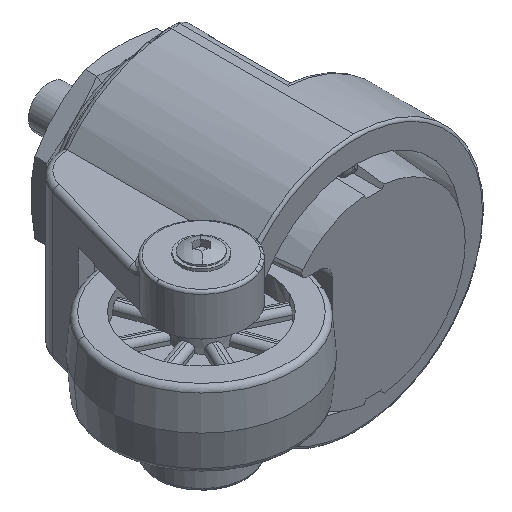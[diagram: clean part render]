
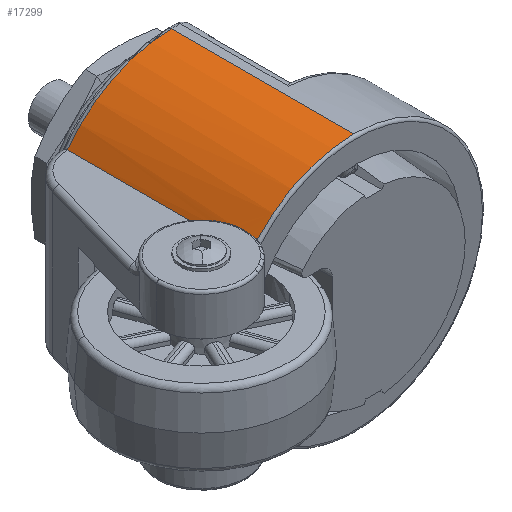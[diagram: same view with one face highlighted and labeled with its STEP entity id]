
A CAD part, isometric view. The second image highlights one B-rep face of the part: STEP entity #17299.
In plain terms, the highlighted cylindrical face has radius 49.45 mm (diameter 98.9 mm), a partial arc.
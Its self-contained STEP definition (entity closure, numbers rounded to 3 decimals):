
#353 = CARTESIAN_POINT ( 'NONE',  ( -36.704, 17.15, 33.138 ) ) ;
#660 = DIRECTION ( 'NONE',  ( 0., 0., 1. ) ) ;
#1094 = VECTOR ( 'NONE', #19959, 1000. ) ;
#1728 = DIRECTION ( 'NONE',  ( 0., -1., 0. ) ) ;
#1810 = CARTESIAN_POINT ( 'NONE',  ( -38.899, 26.326, 30.536 ) ) ;
#1989 = CARTESIAN_POINT ( 'NONE',  ( -36.713, 16.075, 33.128 ) ) ;
#2200 = CARTESIAN_POINT ( 'NONE',  ( -39.234, 26.817, 30.1 ) ) ;
#3172 = AXIS2_PLACEMENT_3D ( 'NONE', #6524, #1728, #6383 ) ;
#3187 = CARTESIAN_POINT ( 'NONE',  ( 0., 84., 49.45 ) ) ;
#3192 = B_SPLINE_CURVE_WITH_KNOTS ( 'NONE', 3,
 ( #353, #18886, #1989, #24945, #8699, #17109, #10359, #23015, #25493, #19013, #18747, #14373 ),
 .UNSPECIFIED., .F., .F.,
 ( 4, 2, 2, 2, 2, 4 ),
 ( 0.006, 0.008, 0.01, 0.011, 0.012, 0.013 ),
 .UNSPECIFIED. ) ;
#3746 = CARTESIAN_POINT ( 'NONE',  ( -38.578, 25.801, 30.94 ) ) ;
#3793 = CYLINDRICAL_SURFACE ( 'NONE', #3172, 49.45 ) ;
#4050 = LINE ( 'NONE', #23168, #21910 ) ;
#4272 = ORIENTED_EDGE ( 'NONE', *, *, #7743, .T. ) ;
#4365 = EDGE_LOOP ( 'NONE', ( #21252, #23573, #4272, #11364, #13443, #24873, #13266, #25927, #24257 ) ) ;
#4474 = CARTESIAN_POINT ( 'NONE',  ( -37.093, 22.198, 32.701 ) ) ;
#4501 = B_SPLINE_CURVE_WITH_KNOTS ( 'NONE', 3,
 ( #20854, #18775, #8334, #14667, #4474, #9002, #23997, #25930, #21531, #11480, #7080, #5151 ),
 .UNSPECIFIED., .F., .F.,
 ( 4, 2, 2, 2, 2, 4 ),
 ( 0., 0.001, 0.002, 0.003, 0.005, 0.006 ),
 .UNSPECIFIED. ) ;
#4889 = VERTEX_POINT ( 'NONE', #24731 ) ;
#4999 = VERTEX_POINT ( 'NONE', #11110 ) ;
#5151 = CARTESIAN_POINT ( 'NONE',  ( -36.704, 17.15, 33.138 ) ) ;
#6383 = DIRECTION ( 'NONE',  ( 0., 0., -1. ) ) ;
#6524 = CARTESIAN_POINT ( 'NONE',  ( 0., 84., 0. ) ) ;
#6630 = CARTESIAN_POINT ( 'NONE',  ( -39.234, 26.817, 30.1 ) ) ;
#6768 = CARTESIAN_POINT ( 'NONE',  ( -39.981, 29.125, 29.1 ) ) ;
#7080 = CARTESIAN_POINT ( 'NONE',  ( -36.704, 17.687, 33.138 ) ) ;
#7743 = EDGE_CURVE ( 'NONE', #24017, #12294, #4050, .T. ) ;
#8070 = EDGE_CURVE ( 'NONE', #16091, #4999, #12268, .T. ) ;
#8334 = CARTESIAN_POINT ( 'NONE',  ( -37.277, 22.957, 32.492 ) ) ;
#8688 = CARTESIAN_POINT ( 'NONE',  ( -39.612, 27.559, 29.601 ) ) ;
#8699 = CARTESIAN_POINT ( 'NONE',  ( -36.786, 14.471, 33.046 ) ) ;
#8738 = CARTESIAN_POINT ( 'NONE',  ( 0., 82., 49.45 ) ) ;
#9002 = CARTESIAN_POINT ( 'NONE',  ( -36.95, 21.414, 32.863 ) ) ;
#9016 = DIRECTION ( 'NONE',  ( 0., -1., 0. ) ) ;
#10177 = CARTESIAN_POINT ( 'NONE',  ( -39.234, 26.817, 30.1 ) ) ;
#10198 = EDGE_CURVE ( 'NONE', #14802, #4889, #4501, .T. ) ;
#10359 = CARTESIAN_POINT ( 'NONE',  ( -36.95, 12.886, 32.863 ) ) ;
#11110 = CARTESIAN_POINT ( 'NONE',  ( 0., 12., 49.45 ) ) ;
#11334 = CARTESIAN_POINT ( 'NONE',  ( -37.164, 11.611, 32.622 ) ) ;
#11364 = ORIENTED_EDGE ( 'NONE', *, *, #25155, .T. ) ;
#11401 = VERTEX_POINT ( 'NONE', #8738 ) ;
#11480 = CARTESIAN_POINT ( 'NONE',  ( -36.713, 18.223, 33.128 ) ) ;
#11839 = EDGE_CURVE ( 'NONE', #4889, #13650, #3192, .T. ) ;
#12268 = CIRCLE ( 'NONE', #23694, 49.45 ) ;
#12294 = VERTEX_POINT ( 'NONE', #18017 ) ;
#12405 = VERTEX_POINT ( 'NONE', #2200 ) ;
#12579 = B_SPLINE_CURVE_WITH_KNOTS ( 'NONE', 3,
 ( #16957, #6768, #12699, #21088, #25345, #14904, #8688, #17096, #25484, #6630 ),
 .UNSPECIFIED., .F., .F.,
 ( 4, 2, 2, 2, 4 ),
 ( 0., 0.001, 0.001, 0.002, 0.003 ),
 .UNSPECIFIED. ) ;
#12699 = CARTESIAN_POINT ( 'NONE',  ( -39.954, 28.888, 29.138 ) ) ;
#13078 = CARTESIAN_POINT ( 'NONE',  ( -39.981, 82., 29.1 ) ) ;
#13266 = ORIENTED_EDGE ( 'NONE', *, *, #11839, .T. ) ;
#13380 = LINE ( 'NONE', #3187, #1094 ) ;
#13443 = ORIENTED_EDGE ( 'NONE', *, *, #23932, .F. ) ;
#13650 = VERTEX_POINT ( 'NONE', #24798 ) ;
#13668 = B_SPLINE_CURVE_WITH_KNOTS ( 'NONE', 3,
 ( #16671, #14599, #25323, #24908, #14878, #3746, #1810, #10177 ),
 .UNSPECIFIED., .F., .F.,
 ( 4, 2, 2, 4 ),
 ( 0.003, 0.004, 0.006, 0.008 ),
 .UNSPECIFIED. ) ;
#14145 = CIRCLE ( 'NONE', #22049, 49.45 ) ;
#14373 = CARTESIAN_POINT ( 'NONE',  ( -37.443, 10.864, 32.3 ) ) ;
#14599 = CARTESIAN_POINT ( 'NONE',  ( -37.567, 23.75, 32.156 ) ) ;
#14638 = CARTESIAN_POINT ( 'NONE',  ( -37.443, 23.436, 32.3 ) ) ;
#14649 = FACE_OUTER_BOUND ( 'NONE', #4365, .T. ) ;
#14667 = CARTESIAN_POINT ( 'NONE',  ( -37.148, 22.455, 32.639 ) ) ;
#14802 = VERTEX_POINT ( 'NONE', #14638 ) ;
#14878 = CARTESIAN_POINT ( 'NONE',  ( -38.125, 24.954, 31.494 ) ) ;
#14904 = CARTESIAN_POINT ( 'NONE',  ( -39.687, 27.766, 29.5 ) ) ;
#16091 = VERTEX_POINT ( 'NONE', #25661 ) ;
#16130 = EDGE_CURVE ( 'NONE', #11401, #24017, #14145, .T. ) ;
#16671 = CARTESIAN_POINT ( 'NONE',  ( -37.443, 23.436, 32.3 ) ) ;
#16957 = CARTESIAN_POINT ( 'NONE',  ( -39.981, 29.371, 29.1 ) ) ;
#17096 = CARTESIAN_POINT ( 'NONE',  ( -39.44, 27.164, 29.83 ) ) ;
#17109 = CARTESIAN_POINT ( 'NONE',  ( -36.885, 13.412, 32.937 ) ) ;
#17299 = ADVANCED_FACE ( 'NONE', ( #14649 ), #3793, .T. ) ;
#17796 = CARTESIAN_POINT ( 'NONE',  ( -37.299, 11.232, 32.468 ) ) ;
#18017 = CARTESIAN_POINT ( 'NONE',  ( -39.981, 29.371, 29.1 ) ) ;
#18507 = EDGE_CURVE ( 'NONE', #16091, #13650, #26906, .T. ) ;
#18747 = CARTESIAN_POINT ( 'NONE',  ( -37.353, 11.095, 32.405 ) ) ;
#18775 = CARTESIAN_POINT ( 'NONE',  ( -37.351, 23.202, 32.407 ) ) ;
#18886 = CARTESIAN_POINT ( 'NONE',  ( -36.704, 16.613, 33.138 ) ) ;
#19013 = CARTESIAN_POINT ( 'NONE',  ( -37.278, 11.342, 32.491 ) ) ;
#19463 = CARTESIAN_POINT ( 'NONE',  ( 0., 82., 0. ) ) ;
#19959 = DIRECTION ( 'NONE',  ( 0., -1., 0. ) ) ;
#20125 = CARTESIAN_POINT ( 'NONE',  ( 0., 12., 0. ) ) ;
#20259 = DIRECTION ( 'NONE',  ( 1., 0., 0. ) ) ;
#20261 = CARTESIAN_POINT ( 'NONE',  ( -37.443, 10.864, 32.3 ) ) ;
#20401 = DIRECTION ( 'NONE',  ( 0., 1., 0. ) ) ;
#20854 = CARTESIAN_POINT ( 'NONE',  ( -37.443, 23.436, 32.3 ) ) ;
#21088 = CARTESIAN_POINT ( 'NONE',  ( -39.872, 28.42, 29.25 ) ) ;
#21252 = ORIENTED_EDGE ( 'NONE', *, *, #21574, .F. ) ;
#21531 = CARTESIAN_POINT ( 'NONE',  ( -36.754, 19.291, 33.082 ) ) ;
#21574 = EDGE_CURVE ( 'NONE', #11401, #4999, #13380, .T. ) ;
#21797 = CARTESIAN_POINT ( 'NONE',  ( -37.042, 12., 32.76 ) ) ;
#21910 = VECTOR ( 'NONE', #22895, 1000. ) ;
#22049 = AXIS2_PLACEMENT_3D ( 'NONE', #19463, #9016, #660 ) ;
#22895 = DIRECTION ( 'NONE',  ( 0., -1., 0. ) ) ;
#23015 = CARTESIAN_POINT ( 'NONE',  ( -37.093, 12.105, 32.702 ) ) ;
#23168 = CARTESIAN_POINT ( 'NONE',  ( -39.981, 84., 29.1 ) ) ;
#23573 = ORIENTED_EDGE ( 'NONE', *, *, #16130, .T. ) ;
#23694 = AXIS2_PLACEMENT_3D ( 'NONE', #20125, #20401, #20259 ) ;
#23932 = EDGE_CURVE ( 'NONE', #14802, #12405, #13668, .T. ) ;
#23997 = CARTESIAN_POINT ( 'NONE',  ( -36.884, 20.885, 32.937 ) ) ;
#24017 = VERTEX_POINT ( 'NONE', #13078 ) ;
#24257 = ORIENTED_EDGE ( 'NONE', *, *, #8070, .T. ) ;
#24731 = CARTESIAN_POINT ( 'NONE',  ( -36.704, 17.15, 33.138 ) ) ;
#24798 = CARTESIAN_POINT ( 'NONE',  ( -37.443, 10.864, 32.3 ) ) ;
#24873 = ORIENTED_EDGE ( 'NONE', *, *, #10198, .T. ) ;
#24908 = CARTESIAN_POINT ( 'NONE',  ( -37.978, 24.66, 31.67 ) ) ;
#24945 = CARTESIAN_POINT ( 'NONE',  ( -36.755, 15.004, 33.082 ) ) ;
#25155 = EDGE_CURVE ( 'NONE', #12294, #12405, #12579, .T. ) ;
#25323 = CARTESIAN_POINT ( 'NONE',  ( -37.699, 24.058, 32.002 ) ) ;
#25345 = CARTESIAN_POINT ( 'NONE',  ( -39.816, 28.196, 29.325 ) ) ;
#25484 = CARTESIAN_POINT ( 'NONE',  ( -39.345, 26.979, 29.955 ) ) ;
#25493 = CARTESIAN_POINT ( 'NONE',  ( -37.148, 11.846, 32.64 ) ) ;
#25661 = CARTESIAN_POINT ( 'NONE',  ( -37.042, 12., 32.76 ) ) ;
#25927 = ORIENTED_EDGE ( 'NONE', *, *, #18507, .F. ) ;
#25930 = CARTESIAN_POINT ( 'NONE',  ( -36.786, 19.824, 33.047 ) ) ;
#26906 = B_SPLINE_CURVE_WITH_KNOTS ( 'NONE', 3,
 ( #21797, #11334, #17796, #20261 ),
 .UNSPECIFIED., .F., .F.,
 ( 4, 4 ),
 ( -0.001, 0. ),
 .UNSPECIFIED. ) ;
